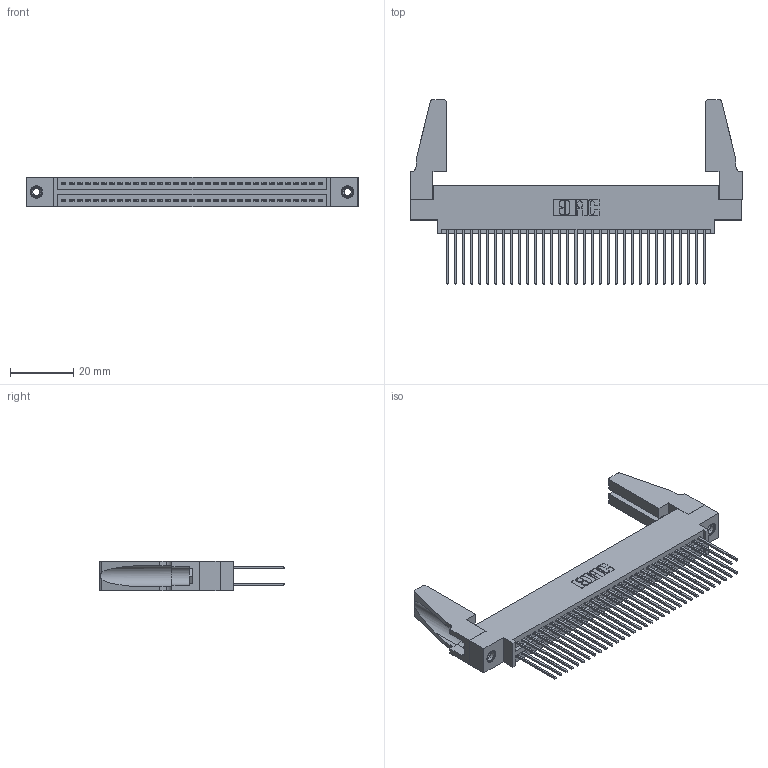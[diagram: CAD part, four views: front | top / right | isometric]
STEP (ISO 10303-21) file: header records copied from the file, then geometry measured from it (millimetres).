
FILE_DESCRIPTION (( 'STEP AP203' ), '1' );
FILE_NAME ('345-066-542-888.STEP', '2019-10-30T17:36:02', ( '' ), ( '' ), 'SwSTEP 2.0', 'SolidWorks 2016', '' );
FILE_SCHEMA (( 'CONFIG_CONTROL_DESIGN' ));
Length unit declared in the file: inch
Products named in the file (5): 345-220-078_345-220-088; 345-292-001_345-293-142; 345-250-001_345-250-001-102; 345 Part_0.170 Offset - 0.156 Dia-TH; 345-066-542-888
Assembly tree (71 placements, depth 2):
  345-066-542-888
    345 Part_0.170 Offset - 0.156 Dia-TH
    345-292-001_345-293-142  x66
    345-250-001_345-250-001-102  x2
    345-220-078_345-220-088  x2
Bounding box: 105.05 x 58.47 x 9.4 mm (x, y, z)
Volume: 13568.3 mm3; surface area: 19777.6 mm2
Topology: 71 solids, 71 shells, 3554 faces, 10501 edges, 6902 vertices
Faces by surface type: plane 2334, cylinder 1204, cone 12, torus 4
Entity records: 29402 total; most frequent: CARTESIAN_POINT 4934, ORIENTED_EDGE 4828, DIRECTION 4366, EDGE_CURVE 2414, LINE 2108, VECTOR 2108, VERTEX_POINT 1602, AXIS2_PLACEMENT_3D 1129
